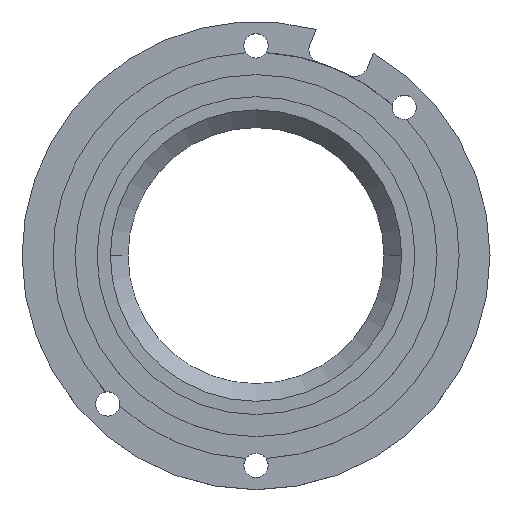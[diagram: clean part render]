
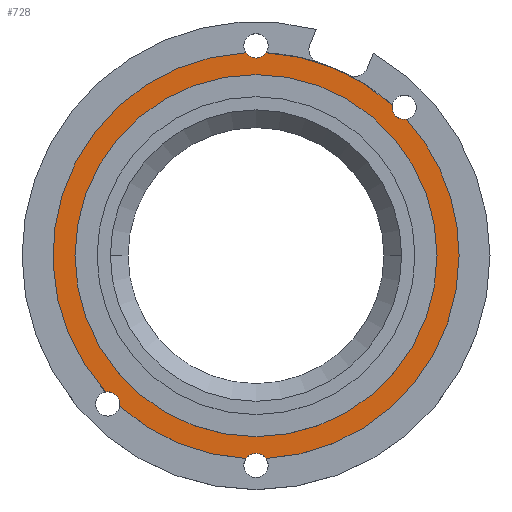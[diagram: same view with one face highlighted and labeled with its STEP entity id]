
A CAD part, top view. The second image highlights one B-rep face of the part: STEP entity #728.
In plain terms, the highlighted planar face has unit normal (0, 0, 1).
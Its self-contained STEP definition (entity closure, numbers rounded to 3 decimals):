
#2 = DIRECTION ( 'NONE',  ( 0., 0., 1. ) ) ;
#6 = DIRECTION ( 'NONE',  ( 1., 0., 0. ) ) ;
#15 = DIRECTION ( 'NONE',  ( 0., 0., -1. ) ) ;
#32 = CARTESIAN_POINT ( 'NONE',  ( -30.838, -33.588, -4. ) ) ;
#49 = DIRECTION ( 'NONE',  ( 0., 0., 1. ) ) ;
#60 = CARTESIAN_POINT ( 'NONE',  ( 33.588, 33.588, -4. ) ) ;
#65 = AXIS2_PLACEMENT_3D ( 'NONE', #502, #628, #1183 ) ;
#82 = VERTEX_POINT ( 'NONE', #643 ) ;
#98 = ORIENTED_EDGE ( 'NONE', *, *, #1262, .T. ) ;
#99 = EDGE_CURVE ( 'NONE', #1255, #668, #1320, .T. ) ;
#101 = DIRECTION ( 'NONE',  ( -1., 0., 0. ) ) ;
#117 = DIRECTION ( 'NONE',  ( 1., 0., 0. ) ) ;
#128 = ORIENTED_EDGE ( 'NONE', *, *, #350, .T. ) ;
#130 = VERTEX_POINT ( 'NONE', #1194 ) ;
#138 = CIRCLE ( 'NONE', #555, 46. ) ;
#149 = ORIENTED_EDGE ( 'NONE', *, *, #509, .T. ) ;
#155 = CARTESIAN_POINT ( 'NONE',  ( 0., -47.5, -4. ) ) ;
#165 = CARTESIAN_POINT ( 'NONE',  ( -33.588, -33.588, -4. ) ) ;
#166 = DIRECTION ( 'NONE',  ( 1., 0., 0. ) ) ;
#168 = VERTEX_POINT ( 'NONE', #421 ) ;
#180 = CIRCLE ( 'NONE', #1464, 46. ) ;
#186 = AXIS2_PLACEMENT_3D ( 'NONE', #1021, #695, #101 ) ;
#205 = CARTESIAN_POINT ( 'NONE',  ( 2.268, 45.944, -4. ) ) ;
#206 = CIRCLE ( 'NONE', #534, 2.75 ) ;
#217 = AXIS2_PLACEMENT_3D ( 'NONE', #165, #973, #268 ) ;
#238 = DIRECTION ( 'NONE',  ( 0., 0., -1. ) ) ;
#266 = CARTESIAN_POINT ( 'NONE',  ( 2.268, -45.944, -4. ) ) ;
#268 = DIRECTION ( 'NONE',  ( -1., 0., 0. ) ) ;
#269 = EDGE_LOOP ( 'NONE', ( #442, #1127 ) ) ;
#296 = AXIS2_PLACEMENT_3D ( 'NONE', #939, #238, #1057 ) ;
#315 = AXIS2_PLACEMENT_3D ( 'NONE', #60, #1429, #1416 ) ;
#319 = CIRCLE ( 'NONE', #950, 41. ) ;
#338 = CIRCLE ( 'NONE', #296, 2.75 ) ;
#340 = AXIS2_PLACEMENT_3D ( 'NONE', #723, #2, #117 ) ;
#341 = VERTEX_POINT ( 'NONE', #1258 ) ;
#350 = EDGE_CURVE ( 'NONE', #168, #130, #753, .T. ) ;
#357 = DIRECTION ( 'NONE',  ( 0., 0., -1. ) ) ;
#361 = VERTEX_POINT ( 'NONE', #827 ) ;
#384 = EDGE_CURVE ( 'NONE', #810, #1355, #338, .T. ) ;
#421 = CARTESIAN_POINT ( 'NONE',  ( -30.884, -34.091, -4. ) ) ;
#440 = EDGE_CURVE ( 'NONE', #130, #535, #677, .T. ) ;
#442 = ORIENTED_EDGE ( 'NONE', *, *, #1298, .F. ) ;
#445 = CARTESIAN_POINT ( 'NONE',  ( 34.091, 30.884, -4. ) ) ;
#453 = AXIS2_PLACEMENT_3D ( 'NONE', #155, #1393, #1181 ) ;
#502 = CARTESIAN_POINT ( 'NONE',  ( 0., 0., -4. ) ) ;
#503 = DIRECTION ( 'NONE',  ( 0., 0., 1. ) ) ;
#509 = EDGE_CURVE ( 'NONE', #82, #1195, #734, .T. ) ;
#515 = DIRECTION ( 'NONE',  ( 0., 0., 1. ) ) ;
#534 = AXIS2_PLACEMENT_3D ( 'NONE', #1377, #15, #959 ) ;
#535 = VERTEX_POINT ( 'NONE', #266 ) ;
#555 = AXIS2_PLACEMENT_3D ( 'NONE', #984, #515, #1299 ) ;
#568 = ORIENTED_EDGE ( 'NONE', *, *, #1159, .T. ) ;
#616 = CARTESIAN_POINT ( 'NONE',  ( 30.884, 34.091, -4. ) ) ;
#628 = DIRECTION ( 'NONE',  ( 0., 0., 1. ) ) ;
#634 = CARTESIAN_POINT ( 'NONE',  ( 0., 0., -4. ) ) ;
#637 = DIRECTION ( 'NONE',  ( 1., 0., 0. ) ) ;
#642 = ORIENTED_EDGE ( 'NONE', *, *, #1308, .T. ) ;
#643 = CARTESIAN_POINT ( 'NONE',  ( 30.838, 33.588, -4. ) ) ;
#668 = VERTEX_POINT ( 'NONE', #445 ) ;
#677 = CIRCLE ( 'NONE', #453, 2.75 ) ;
#686 = CARTESIAN_POINT ( 'NONE',  ( -2.268, 45.944, -4. ) ) ;
#695 = DIRECTION ( 'NONE',  ( 0., 0., -1. ) ) ;
#715 = DIRECTION ( 'NONE',  ( 0., 0., 1. ) ) ;
#722 = VERTEX_POINT ( 'NONE', #205 ) ;
#723 = CARTESIAN_POINT ( 'NONE',  ( 0., 0., -4. ) ) ;
#728 = ADVANCED_FACE ( 'NONE', ( #1398, #980 ), #817, .F. ) ;
#734 = CIRCLE ( 'NONE', #315, 2.75 ) ;
#742 = EDGE_CURVE ( 'NONE', #341, #361, #319, .T. ) ;
#753 = CIRCLE ( 'NONE', #340, 46. ) ;
#757 = CARTESIAN_POINT ( 'NONE',  ( 46., 0., -4. ) ) ;
#760 = ORIENTED_EDGE ( 'NONE', *, *, #99, .T. ) ;
#802 = CIRCLE ( 'NONE', #217, 2.75 ) ;
#810 = VERTEX_POINT ( 'NONE', #1072 ) ;
#817 = PLANE ( 'NONE',  #1252 ) ;
#826 = CARTESIAN_POINT ( 'NONE',  ( 0., 41., -4. ) ) ;
#827 = CARTESIAN_POINT ( 'NONE',  ( 41., 0., -4. ) ) ;
#891 = AXIS2_PLACEMENT_3D ( 'NONE', #945, #1070, #1282 ) ;
#915 = ORIENTED_EDGE ( 'NONE', *, *, #1470, .T. ) ;
#939 = CARTESIAN_POINT ( 'NONE',  ( -33.588, -33.588, -4. ) ) ;
#945 = CARTESIAN_POINT ( 'NONE',  ( 0., 0., -4. ) ) ;
#950 = AXIS2_PLACEMENT_3D ( 'NONE', #1259, #715, #6 ) ;
#953 = CIRCLE ( 'NONE', #186, 2.75 ) ;
#959 = DIRECTION ( 'NONE',  ( -1., 0., 0. ) ) ;
#971 = ORIENTED_EDGE ( 'NONE', *, *, #1226, .T. ) ;
#973 = DIRECTION ( 'NONE',  ( 0., 0., -1. ) ) ;
#980 = FACE_OUTER_BOUND ( 'NONE', #1228, .T. ) ;
#984 = CARTESIAN_POINT ( 'NONE',  ( 0., 0., -4. ) ) ;
#1021 = CARTESIAN_POINT ( 'NONE',  ( 0., 47.5, -4. ) ) ;
#1033 = CIRCLE ( 'NONE', #65, 41. ) ;
#1057 = DIRECTION ( 'NONE',  ( -1., 0., 0. ) ) ;
#1063 = VERTEX_POINT ( 'NONE', #686 ) ;
#1070 = DIRECTION ( 'NONE',  ( 0., 0., 1. ) ) ;
#1072 = CARTESIAN_POINT ( 'NONE',  ( -34.091, -30.884, -4. ) ) ;
#1086 = CARTESIAN_POINT ( 'NONE',  ( 0., 0., -4. ) ) ;
#1127 = ORIENTED_EDGE ( 'NONE', *, *, #742, .F. ) ;
#1130 = AXIS2_PLACEMENT_3D ( 'NONE', #634, #503, #166 ) ;
#1151 = DIRECTION ( 'NONE',  ( -1., 0., 0. ) ) ;
#1153 = ORIENTED_EDGE ( 'NONE', *, *, #384, .T. ) ;
#1159 = EDGE_CURVE ( 'NONE', #1195, #722, #1419, .T. ) ;
#1170 = ORIENTED_EDGE ( 'NONE', *, *, #1340, .T. ) ;
#1181 = DIRECTION ( 'NONE',  ( -1., 0., 0. ) ) ;
#1183 = DIRECTION ( 'NONE',  ( 1., 0., 0. ) ) ;
#1194 = CARTESIAN_POINT ( 'NONE',  ( -2.268, -45.944, -4. ) ) ;
#1195 = VERTEX_POINT ( 'NONE', #616 ) ;
#1226 = EDGE_CURVE ( 'NONE', #668, #82, #206, .T. ) ;
#1228 = EDGE_LOOP ( 'NONE', ( #568, #915, #98, #1153, #642, #128, #1428, #1170, #760, #971, #149 ) ) ;
#1252 = AXIS2_PLACEMENT_3D ( 'NONE', #826, #357, #1151 ) ;
#1255 = VERTEX_POINT ( 'NONE', #757 ) ;
#1258 = CARTESIAN_POINT ( 'NONE',  ( -41., 0., -4. ) ) ;
#1259 = CARTESIAN_POINT ( 'NONE',  ( 0., 0., -4. ) ) ;
#1262 = EDGE_CURVE ( 'NONE', #1063, #810, #180, .T. ) ;
#1282 = DIRECTION ( 'NONE',  ( 1., 0., 0. ) ) ;
#1298 = EDGE_CURVE ( 'NONE', #361, #341, #1033, .T. ) ;
#1299 = DIRECTION ( 'NONE',  ( 1., 0., 0. ) ) ;
#1308 = EDGE_CURVE ( 'NONE', #1355, #168, #802, .T. ) ;
#1320 = CIRCLE ( 'NONE', #1130, 46. ) ;
#1340 = EDGE_CURVE ( 'NONE', #535, #1255, #138, .T. ) ;
#1355 = VERTEX_POINT ( 'NONE', #32 ) ;
#1377 = CARTESIAN_POINT ( 'NONE',  ( 33.588, 33.588, -4. ) ) ;
#1393 = DIRECTION ( 'NONE',  ( 0., 0., -1. ) ) ;
#1398 = FACE_BOUND ( 'NONE', #269, .T. ) ;
#1416 = DIRECTION ( 'NONE',  ( -1., 0., 0. ) ) ;
#1419 = CIRCLE ( 'NONE', #891, 46. ) ;
#1428 = ORIENTED_EDGE ( 'NONE', *, *, #440, .T. ) ;
#1429 = DIRECTION ( 'NONE',  ( 0., 0., -1. ) ) ;
#1464 = AXIS2_PLACEMENT_3D ( 'NONE', #1086, #49, #637 ) ;
#1470 = EDGE_CURVE ( 'NONE', #722, #1063, #953, .T. ) ;
